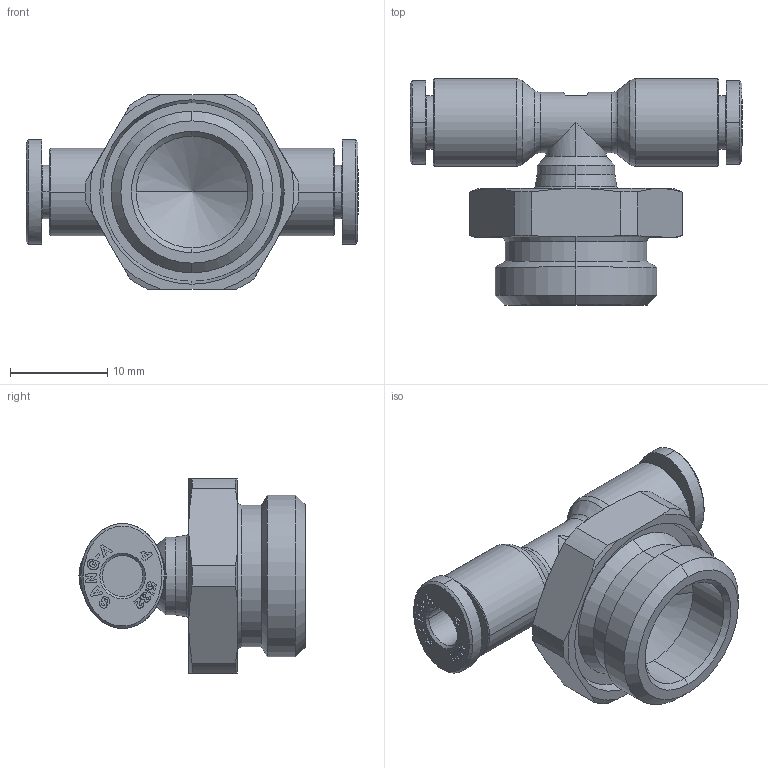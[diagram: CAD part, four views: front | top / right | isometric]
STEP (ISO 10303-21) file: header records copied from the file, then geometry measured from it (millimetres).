
FILE_DESCRIPTION (( 'STEP AP214' ), '1' );
FILE_NAME ('PT04-G03.stp', '2015-10-14T10:24:31', ( '' ), ( '' ), 'SwSTEP 2.0', 'SolidWorks 2015', '' );
FILE_SCHEMA (( 'AUTOMOTIVE_DESIGN' ));
Length unit declared in the file: millimetre
Products named in the file (2): ｦ+ﾃｦ1; PT04-G03
Assembly tree (1 placements, depth 2):
  PT04-G03
    ｦ+ﾃｦ1
Bounding box: 34.2 x 23.3 x 20 mm (x, y, z)
Volume: 3931.3 mm3; surface area: 3285.2 mm2
Topology: 1 solids, 1 shells, 832 faces, 2341 edges, 1547 vertices
Faces by surface type: plane 673, bspline 64, cylinder 45, cone 44, torus 6
Entity records: 28959 total; most frequent: CARTESIAN_POINT 7048, ORIENTED_EDGE 4678, DIRECTION 3863, EDGE_CURVE 2339, VECTOR 1999, LINE 1999, VERTEX_POINT 1547, AXIS2_PLACEMENT_3D 932
